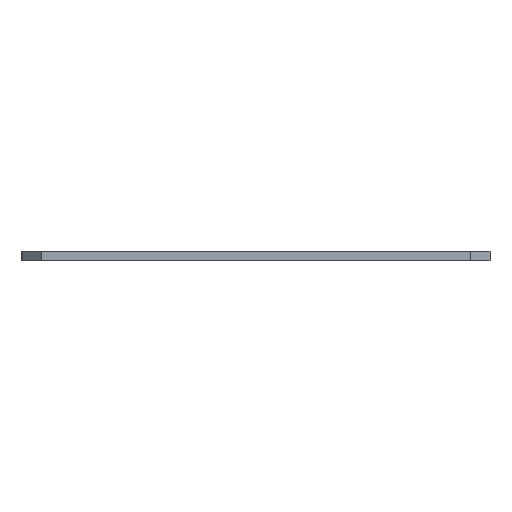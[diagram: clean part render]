
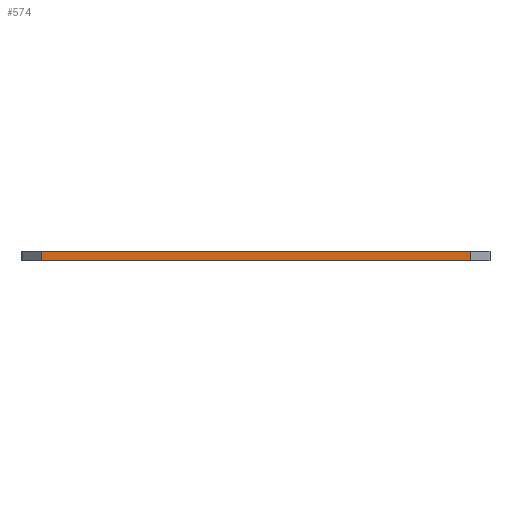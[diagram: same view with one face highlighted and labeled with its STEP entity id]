
A CAD part, left-side view. The second image highlights one B-rep face of the part: STEP entity #574.
In plain terms, the highlighted planar face has unit normal (-1, 0, 0).
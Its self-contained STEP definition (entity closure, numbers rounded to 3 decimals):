
#51=PLANE('',#658);
#78=FACE_OUTER_BOUND('',#105,.T.);
#105=EDGE_LOOP('',(#464,#465,#466,#467));
#170=LINE('',#948,#211);
#171=LINE('',#951,#212);
#172=LINE('',#953,#213);
#173=LINE('',#954,#214);
#211=VECTOR('',#797,10.);
#212=VECTOR('',#800,10.);
#213=VECTOR('',#801,10.);
#214=VECTOR('',#802,10.);
#301=VERTEX_POINT('',#944);
#302=VERTEX_POINT('',#946);
#303=VERTEX_POINT('',#950);
#304=VERTEX_POINT('',#952);
#370=EDGE_CURVE('',#301,#302,#170,.T.);
#371=EDGE_CURVE('',#303,#301,#171,.T.);
#372=EDGE_CURVE('',#304,#302,#172,.T.);
#373=EDGE_CURVE('',#303,#304,#173,.T.);
#464=ORIENTED_EDGE('',*,*,#371,.T.);
#465=ORIENTED_EDGE('',*,*,#370,.T.);
#466=ORIENTED_EDGE('',*,*,#372,.F.);
#467=ORIENTED_EDGE('',*,*,#373,.F.);
#574=ADVANCED_FACE('',(#78),#51,.T.);
#658=AXIS2_PLACEMENT_3D('',#949,#798,#799);
#797=DIRECTION('',(0.,0.,1.));
#798=DIRECTION('center_axis',(-1.,0.,0.));
#799=DIRECTION('ref_axis',(0.,-1.,0.));
#800=DIRECTION('',(0.,-1.,0.));
#801=DIRECTION('',(0.,-1.,0.));
#802=DIRECTION('',(0.,0.,1.));
#944=CARTESIAN_POINT('',(-47.5,-22.3,0.));
#946=CARTESIAN_POINT('',(-47.5,-22.3,1.));
#948=CARTESIAN_POINT('',(-47.5,-22.3,0.));
#949=CARTESIAN_POINT('Origin',(-47.5,22.3,0.));
#950=CARTESIAN_POINT('',(-47.5,22.3,0.));
#951=CARTESIAN_POINT('',(-47.5,22.3,0.));
#952=CARTESIAN_POINT('',(-47.5,22.3,1.));
#953=CARTESIAN_POINT('',(-47.5,22.3,1.));
#954=CARTESIAN_POINT('',(-47.5,22.3,0.));
